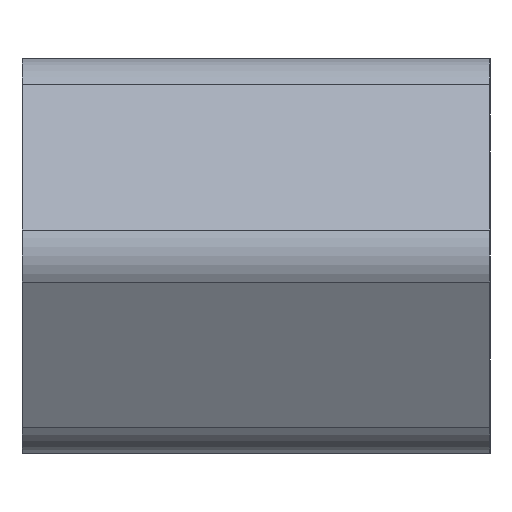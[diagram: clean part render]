
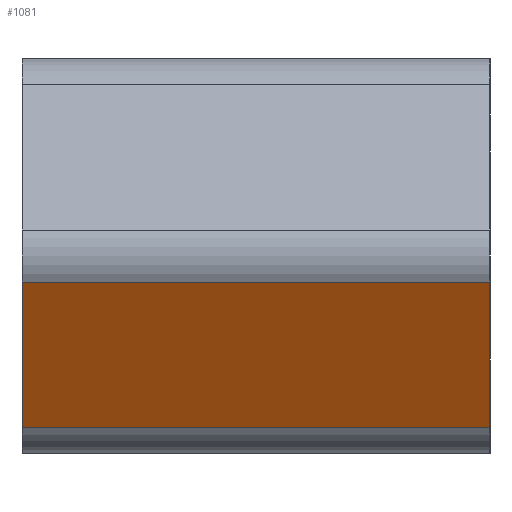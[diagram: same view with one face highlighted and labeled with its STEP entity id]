
A CAD part, left-side view. The second image highlights one B-rep face of the part: STEP entity #1081.
In plain terms, the highlighted planar face has unit normal (-0.866, 0, -0.5).
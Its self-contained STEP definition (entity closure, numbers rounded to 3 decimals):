
#94 = DIRECTION ( 'NONE',  ( 0., 1., 0. ) ) ;
#103 = DIRECTION ( 'NONE',  ( -0.5, 0., 0.866 ) ) ;
#110 = LINE ( 'NONE', #686, #149 ) ;
#149 = VECTOR ( 'NONE', #1257, 1000. ) ;
#162 = CARTESIAN_POINT ( 'NONE',  ( -2.194, 9., -3.8 ) ) ;
#190 = EDGE_CURVE ( 'NONE', #989, #1785, #566, .T. ) ;
#237 = FACE_OUTER_BOUND ( 'NONE', #1746, .T. ) ;
#258 = CARTESIAN_POINT ( 'NONE',  ( -2.194, 0., -3.8 ) ) ;
#448 = DIRECTION ( 'NONE',  ( -0.5, 0., 0.866 ) ) ;
#529 = LINE ( 'NONE', #258, #1407 ) ;
#566 = LINE ( 'NONE', #1673, #999 ) ;
#671 = CARTESIAN_POINT ( 'NONE',  ( -2.194, 9., -3.8 ) ) ;
#686 = CARTESIAN_POINT ( 'NONE',  ( -2.483, 9., -3.3 ) ) ;
#717 = EDGE_CURVE ( 'NONE', #876, #989, #529, .T. ) ;
#731 = EDGE_CURVE ( 'NONE', #1583, #876, #110, .T. ) ;
#858 = EDGE_CURVE ( 'NONE', #1583, #1785, #1715, .T. ) ;
#864 = ORIENTED_EDGE ( 'NONE', *, *, #858, .F. ) ;
#876 = VERTEX_POINT ( 'NONE', #1324 ) ;
#880 = CARTESIAN_POINT ( 'NONE',  ( -4.099, 0., -0.5 ) ) ;
#954 = DIRECTION ( 'NONE',  ( 0.5, 0., -0.866 ) ) ;
#989 = VERTEX_POINT ( 'NONE', #880 ) ;
#992 = CARTESIAN_POINT ( 'NONE',  ( -4.099, 9., -0.5 ) ) ;
#999 = VECTOR ( 'NONE', #94, 1000. ) ;
#1081 = ADVANCED_FACE ( 'NONE', ( #237 ), #1654, .F. ) ;
#1188 = ORIENTED_EDGE ( 'NONE', *, *, #190, .T. ) ;
#1244 = DIRECTION ( 'NONE',  ( 0.866, 0., 0.5 ) ) ;
#1257 = DIRECTION ( 'NONE',  ( 0., -1., 0. ) ) ;
#1283 = VECTOR ( 'NONE', #448, 1000. ) ;
#1324 = CARTESIAN_POINT ( 'NONE',  ( -2.483, 0., -3.3 ) ) ;
#1407 = VECTOR ( 'NONE', #103, 1000. ) ;
#1547 = ORIENTED_EDGE ( 'NONE', *, *, #717, .T. ) ;
#1549 = AXIS2_PLACEMENT_3D ( 'NONE', #671, #1244, #954 ) ;
#1583 = VERTEX_POINT ( 'NONE', #1726 ) ;
#1654 = PLANE ( 'NONE',  #1549 ) ;
#1673 = CARTESIAN_POINT ( 'NONE',  ( -4.099, 9., -0.5 ) ) ;
#1707 = ORIENTED_EDGE ( 'NONE', *, *, #731, .T. ) ;
#1715 = LINE ( 'NONE', #162, #1283 ) ;
#1726 = CARTESIAN_POINT ( 'NONE',  ( -2.483, 9., -3.3 ) ) ;
#1746 = EDGE_LOOP ( 'NONE', ( #864, #1707, #1547, #1188 ) ) ;
#1785 = VERTEX_POINT ( 'NONE', #992 ) ;
